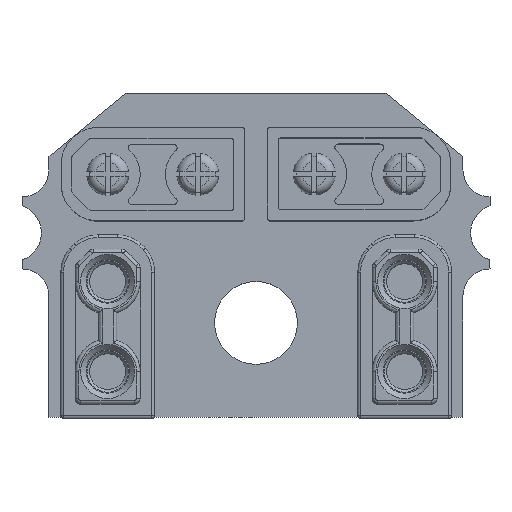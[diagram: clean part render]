
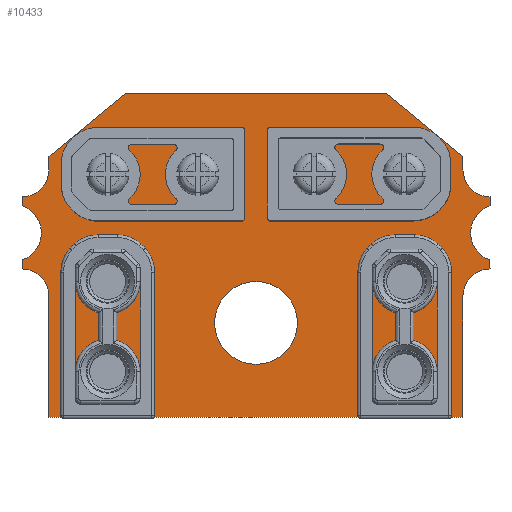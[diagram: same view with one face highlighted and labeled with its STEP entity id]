
A CAD part, top view. The second image highlights one B-rep face of the part: STEP entity #10433.
In plain terms, the highlighted planar face has unit normal (0, 0, 1).
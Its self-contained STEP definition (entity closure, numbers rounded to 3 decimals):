
#10103 = VERTEX_POINT('',#10104);
#10104 = CARTESIAN_POINT('',(-3.5,-64.,1.6));
#10110 = EDGE_CURVE('',#10103,#10111,#10113,.T.);
#10111 = VERTEX_POINT('',#10112);
#10112 = CARTESIAN_POINT('',(-3.5,-64.75,1.6));
#10113 = LINE('',#10114,#10115);
#10114 = CARTESIAN_POINT('',(-3.5,-64.,1.6));
#10115 = VECTOR('',#10116,1.);
#10116 = DIRECTION('',(0.,-1.,0.));
#10143 = VERTEX_POINT('',#10144);
#10144 = CARTESIAN_POINT('',(-7.75,-60.5,1.6));
#10150 = EDGE_CURVE('',#10143,#10103,#10151,.T.);
#10151 = LINE('',#10152,#10153);
#10152 = CARTESIAN_POINT('',(-7.75,-60.5,1.6));
#10153 = VECTOR('',#10154,1.);
#10154 = DIRECTION('',(0.772,-0.636,0.));
#10172 = EDGE_CURVE('',#10111,#10173,#10175,.T.);
#10173 = VERTEX_POINT('',#10174);
#10174 = CARTESIAN_POINT('',(-2.,-66.25,1.6));
#10175 = CIRCLE('',#10176,1.5);
#10176 = AXIS2_PLACEMENT_3D('',#10177,#10178,#10179);
#10177 = CARTESIAN_POINT('',(-2.,-64.75,1.6));
#10178 = DIRECTION('',(0.,0.,1.));
#10179 = DIRECTION('',(-1.,0.,0.));
#10433 = ADVANCED_FACE('',(#10434,#10562,#10573,#10584,#10595,#10606,
    #10617,#10628,#10639,#10650),#10661,.T.);
#10434 = FACE_BOUND('',#10435,.T.);
#10435 = EDGE_LOOP('',(#10436,#10437,#10438,#10446,#10454,#10462,#10471,
    #10479,#10488,#10496,#10505,#10513,#10521,#10529,#10538,#10546,
    #10555,#10561));
#10436 = ORIENTED_EDGE('',*,*,#10110,.F.);
#10437 = ORIENTED_EDGE('',*,*,#10150,.F.);
#10438 = ORIENTED_EDGE('',*,*,#10439,.F.);
#10439 = EDGE_CURVE('',#10440,#10143,#10442,.T.);
#10440 = VERTEX_POINT('',#10441);
#10441 = CARTESIAN_POINT('',(-22.25,-60.5,1.6));
#10442 = LINE('',#10443,#10444);
#10443 = CARTESIAN_POINT('',(-22.25,-60.5,1.6));
#10444 = VECTOR('',#10445,1.);
#10445 = DIRECTION('',(1.,0.,0.));
#10446 = ORIENTED_EDGE('',*,*,#10447,.F.);
#10447 = EDGE_CURVE('',#10448,#10440,#10450,.T.);
#10448 = VERTEX_POINT('',#10449);
#10449 = CARTESIAN_POINT('',(-26.5,-64.,1.6));
#10450 = LINE('',#10451,#10452);
#10451 = CARTESIAN_POINT('',(-26.5,-64.,1.6));
#10452 = VECTOR('',#10453,1.);
#10453 = DIRECTION('',(0.772,0.636,0.));
#10454 = ORIENTED_EDGE('',*,*,#10455,.F.);
#10455 = EDGE_CURVE('',#10456,#10448,#10458,.T.);
#10456 = VERTEX_POINT('',#10457);
#10457 = CARTESIAN_POINT('',(-26.5,-64.75,1.6));
#10458 = LINE('',#10459,#10460);
#10459 = CARTESIAN_POINT('',(-26.5,-64.75,1.6));
#10460 = VECTOR('',#10461,1.);
#10461 = DIRECTION('',(0.,1.,0.));
#10462 = ORIENTED_EDGE('',*,*,#10463,.F.);
#10463 = EDGE_CURVE('',#10464,#10456,#10466,.T.);
#10464 = VERTEX_POINT('',#10465);
#10465 = CARTESIAN_POINT('',(-28.,-66.25,1.6));
#10466 = CIRCLE('',#10467,1.5);
#10467 = AXIS2_PLACEMENT_3D('',#10468,#10469,#10470);
#10468 = CARTESIAN_POINT('',(-28.,-64.75,1.6));
#10469 = DIRECTION('',(0.,0.,1.));
#10470 = DIRECTION('',(0.,-1.,0.));
#10471 = ORIENTED_EDGE('',*,*,#10472,.F.);
#10472 = EDGE_CURVE('',#10473,#10464,#10475,.T.);
#10473 = VERTEX_POINT('',#10474);
#10474 = CARTESIAN_POINT('',(-28.,-66.75,1.6));
#10475 = LINE('',#10476,#10477);
#10476 = CARTESIAN_POINT('',(-28.,-66.75,1.6));
#10477 = VECTOR('',#10478,1.);
#10478 = DIRECTION('',(0.,1.,0.));
#10479 = ORIENTED_EDGE('',*,*,#10480,.F.);
#10480 = EDGE_CURVE('',#10481,#10473,#10483,.T.);
#10481 = VERTEX_POINT('',#10482);
#10482 = CARTESIAN_POINT('',(-28.,-69.75,1.6));
#10483 = CIRCLE('',#10484,1.581);
#10484 = AXIS2_PLACEMENT_3D('',#10485,#10486,#10487);
#10485 = CARTESIAN_POINT('',(-28.5,-68.25,1.6));
#10486 = DIRECTION('',(0.,-0.,1.));
#10487 = DIRECTION('',(0.316,-0.949,-0.));
#10488 = ORIENTED_EDGE('',*,*,#10489,.F.);
#10489 = EDGE_CURVE('',#10490,#10481,#10492,.T.);
#10490 = VERTEX_POINT('',#10491);
#10491 = CARTESIAN_POINT('',(-28.,-70.25,1.6));
#10492 = LINE('',#10493,#10494);
#10493 = CARTESIAN_POINT('',(-28.,-70.25,1.6));
#10494 = VECTOR('',#10495,1.);
#10495 = DIRECTION('',(0.,1.,0.));
#10496 = ORIENTED_EDGE('',*,*,#10497,.F.);
#10497 = EDGE_CURVE('',#10498,#10490,#10500,.T.);
#10498 = VERTEX_POINT('',#10499);
#10499 = CARTESIAN_POINT('',(-26.5,-71.75,1.6));
#10500 = CIRCLE('',#10501,1.5);
#10501 = AXIS2_PLACEMENT_3D('',#10502,#10503,#10504);
#10502 = CARTESIAN_POINT('',(-28.,-71.75,1.6));
#10503 = DIRECTION('',(0.,0.,1.));
#10504 = DIRECTION('',(1.,0.,-0.));
#10505 = ORIENTED_EDGE('',*,*,#10506,.F.);
#10506 = EDGE_CURVE('',#10507,#10498,#10509,.T.);
#10507 = VERTEX_POINT('',#10508);
#10508 = CARTESIAN_POINT('',(-26.5,-78.5,1.6));
#10509 = LINE('',#10510,#10511);
#10510 = CARTESIAN_POINT('',(-26.5,-78.5,1.6));
#10511 = VECTOR('',#10512,1.);
#10512 = DIRECTION('',(0.,1.,0.));
#10513 = ORIENTED_EDGE('',*,*,#10514,.F.);
#10514 = EDGE_CURVE('',#10515,#10507,#10517,.T.);
#10515 = VERTEX_POINT('',#10516);
#10516 = CARTESIAN_POINT('',(-3.5,-78.5,1.6));
#10517 = LINE('',#10518,#10519);
#10518 = CARTESIAN_POINT('',(-3.5,-78.5,1.6));
#10519 = VECTOR('',#10520,1.);
#10520 = DIRECTION('',(-1.,0.,0.));
#10521 = ORIENTED_EDGE('',*,*,#10522,.F.);
#10522 = EDGE_CURVE('',#10523,#10515,#10525,.T.);
#10523 = VERTEX_POINT('',#10524);
#10524 = CARTESIAN_POINT('',(-3.5,-71.75,1.6));
#10525 = LINE('',#10526,#10527);
#10526 = CARTESIAN_POINT('',(-3.5,-71.75,1.6));
#10527 = VECTOR('',#10528,1.);
#10528 = DIRECTION('',(0.,-1.,0.));
#10529 = ORIENTED_EDGE('',*,*,#10530,.F.);
#10530 = EDGE_CURVE('',#10531,#10523,#10533,.T.);
#10531 = VERTEX_POINT('',#10532);
#10532 = CARTESIAN_POINT('',(-2.,-70.25,1.6));
#10533 = CIRCLE('',#10534,1.5);
#10534 = AXIS2_PLACEMENT_3D('',#10535,#10536,#10537);
#10535 = CARTESIAN_POINT('',(-2.,-71.75,1.6));
#10536 = DIRECTION('',(0.,0.,1.));
#10537 = DIRECTION('',(0.,1.,0.));
#10538 = ORIENTED_EDGE('',*,*,#10539,.F.);
#10539 = EDGE_CURVE('',#10540,#10531,#10542,.T.);
#10540 = VERTEX_POINT('',#10541);
#10541 = CARTESIAN_POINT('',(-2.,-69.75,1.6));
#10542 = LINE('',#10543,#10544);
#10543 = CARTESIAN_POINT('',(-2.,-69.75,1.6));
#10544 = VECTOR('',#10545,1.);
#10545 = DIRECTION('',(0.,-1.,0.));
#10546 = ORIENTED_EDGE('',*,*,#10547,.F.);
#10547 = EDGE_CURVE('',#10548,#10540,#10550,.T.);
#10548 = VERTEX_POINT('',#10549);
#10549 = CARTESIAN_POINT('',(-2.,-66.75,1.6));
#10550 = CIRCLE('',#10551,1.581);
#10551 = AXIS2_PLACEMENT_3D('',#10552,#10553,#10554);
#10552 = CARTESIAN_POINT('',(-1.5,-68.25,1.6));
#10553 = DIRECTION('',(0.,0.,1.));
#10554 = DIRECTION('',(-0.316,0.949,0.));
#10555 = ORIENTED_EDGE('',*,*,#10556,.F.);
#10556 = EDGE_CURVE('',#10173,#10548,#10557,.T.);
#10557 = LINE('',#10558,#10559);
#10558 = CARTESIAN_POINT('',(-2.,-66.25,1.6));
#10559 = VECTOR('',#10560,1.);
#10560 = DIRECTION('',(0.,-1.,0.));
#10561 = ORIENTED_EDGE('',*,*,#10172,.F.);
#10562 = FACE_BOUND('',#10563,.T.);
#10563 = EDGE_LOOP('',(#10564));
#10564 = ORIENTED_EDGE('',*,*,#10565,.T.);
#10565 = EDGE_CURVE('',#10566,#10566,#10568,.T.);
#10566 = VERTEX_POINT('',#10567);
#10567 = CARTESIAN_POINT('',(-23.25,-76.9,1.6));
#10568 = CIRCLE('',#10569,0.9);
#10569 = AXIS2_PLACEMENT_3D('',#10570,#10571,#10572);
#10570 = CARTESIAN_POINT('',(-23.25,-76.,1.6));
#10571 = DIRECTION('',(-0.,0.,-1.));
#10572 = DIRECTION('',(-0.,-1.,0.));
#10573 = FACE_BOUND('',#10574,.T.);
#10574 = EDGE_LOOP('',(#10575));
#10575 = ORIENTED_EDGE('',*,*,#10576,.T.);
#10576 = EDGE_CURVE('',#10577,#10577,#10579,.T.);
#10577 = VERTEX_POINT('',#10578);
#10578 = CARTESIAN_POINT('',(-23.25,-71.9,1.6));
#10579 = CIRCLE('',#10580,0.9);
#10580 = AXIS2_PLACEMENT_3D('',#10581,#10582,#10583);
#10581 = CARTESIAN_POINT('',(-23.25,-71.,1.6));
#10582 = DIRECTION('',(-0.,0.,-1.));
#10583 = DIRECTION('',(-0.,-1.,0.));
#10584 = FACE_BOUND('',#10585,.T.);
#10585 = EDGE_LOOP('',(#10586));
#10586 = ORIENTED_EDGE('',*,*,#10587,.T.);
#10587 = EDGE_CURVE('',#10588,#10588,#10590,.T.);
#10588 = VERTEX_POINT('',#10589);
#10589 = CARTESIAN_POINT('',(-6.75,-76.9,1.6));
#10590 = CIRCLE('',#10591,0.9);
#10591 = AXIS2_PLACEMENT_3D('',#10592,#10593,#10594);
#10592 = CARTESIAN_POINT('',(-6.75,-76.,1.6));
#10593 = DIRECTION('',(-0.,0.,-1.));
#10594 = DIRECTION('',(-0.,-1.,0.));
#10595 = FACE_BOUND('',#10596,.T.);
#10596 = EDGE_LOOP('',(#10597));
#10597 = ORIENTED_EDGE('',*,*,#10598,.T.);
#10598 = EDGE_CURVE('',#10599,#10599,#10601,.T.);
#10599 = VERTEX_POINT('',#10600);
#10600 = CARTESIAN_POINT('',(-15.,-75.55,1.6));
#10601 = CIRCLE('',#10602,2.3);
#10602 = AXIS2_PLACEMENT_3D('',#10603,#10604,#10605);
#10603 = CARTESIAN_POINT('',(-15.,-73.25,1.6));
#10604 = DIRECTION('',(-0.,0.,-1.));
#10605 = DIRECTION('',(-0.,-1.,0.));
#10606 = FACE_BOUND('',#10607,.T.);
#10607 = EDGE_LOOP('',(#10608));
#10608 = ORIENTED_EDGE('',*,*,#10609,.T.);
#10609 = EDGE_CURVE('',#10610,#10610,#10612,.T.);
#10610 = VERTEX_POINT('',#10611);
#10611 = CARTESIAN_POINT('',(-6.75,-71.9,1.6));
#10612 = CIRCLE('',#10613,0.9);
#10613 = AXIS2_PLACEMENT_3D('',#10614,#10615,#10616);
#10614 = CARTESIAN_POINT('',(-6.75,-71.,1.6));
#10615 = DIRECTION('',(-0.,0.,-1.));
#10616 = DIRECTION('',(-0.,-1.,0.));
#10617 = FACE_BOUND('',#10618,.T.);
#10618 = EDGE_LOOP('',(#10619));
#10619 = ORIENTED_EDGE('',*,*,#10620,.T.);
#10620 = EDGE_CURVE('',#10621,#10621,#10623,.T.);
#10621 = VERTEX_POINT('',#10622);
#10622 = CARTESIAN_POINT('',(-23.25,-65.9,1.6));
#10623 = CIRCLE('',#10624,0.9);
#10624 = AXIS2_PLACEMENT_3D('',#10625,#10626,#10627);
#10625 = CARTESIAN_POINT('',(-23.25,-65.,1.6));
#10626 = DIRECTION('',(-0.,0.,-1.));
#10627 = DIRECTION('',(-0.,-1.,0.));
#10628 = FACE_BOUND('',#10629,.T.);
#10629 = EDGE_LOOP('',(#10630));
#10630 = ORIENTED_EDGE('',*,*,#10631,.T.);
#10631 = EDGE_CURVE('',#10632,#10632,#10634,.T.);
#10632 = VERTEX_POINT('',#10633);
#10633 = CARTESIAN_POINT('',(-18.25,-65.9,1.6));
#10634 = CIRCLE('',#10635,0.9);
#10635 = AXIS2_PLACEMENT_3D('',#10636,#10637,#10638);
#10636 = CARTESIAN_POINT('',(-18.25,-65.,1.6));
#10637 = DIRECTION('',(-0.,0.,-1.));
#10638 = DIRECTION('',(-0.,-1.,0.));
#10639 = FACE_BOUND('',#10640,.T.);
#10640 = EDGE_LOOP('',(#10641));
#10641 = ORIENTED_EDGE('',*,*,#10642,.T.);
#10642 = EDGE_CURVE('',#10643,#10643,#10645,.T.);
#10643 = VERTEX_POINT('',#10644);
#10644 = CARTESIAN_POINT('',(-11.75,-65.9,1.6));
#10645 = CIRCLE('',#10646,0.9);
#10646 = AXIS2_PLACEMENT_3D('',#10647,#10648,#10649);
#10647 = CARTESIAN_POINT('',(-11.75,-65.,1.6));
#10648 = DIRECTION('',(-0.,0.,-1.));
#10649 = DIRECTION('',(-0.,-1.,0.));
#10650 = FACE_BOUND('',#10651,.T.);
#10651 = EDGE_LOOP('',(#10652));
#10652 = ORIENTED_EDGE('',*,*,#10653,.T.);
#10653 = EDGE_CURVE('',#10654,#10654,#10656,.T.);
#10654 = VERTEX_POINT('',#10655);
#10655 = CARTESIAN_POINT('',(-6.75,-65.9,1.6));
#10656 = CIRCLE('',#10657,0.9);
#10657 = AXIS2_PLACEMENT_3D('',#10658,#10659,#10660);
#10658 = CARTESIAN_POINT('',(-6.75,-65.,1.6));
#10659 = DIRECTION('',(-0.,0.,-1.));
#10660 = DIRECTION('',(-0.,-1.,0.));
#10661 = PLANE('',#10662);
#10662 = AXIS2_PLACEMENT_3D('',#10663,#10664,#10665);
#10663 = CARTESIAN_POINT('',(0.,0.,1.6));
#10664 = DIRECTION('',(0.,0.,1.));
#10665 = DIRECTION('',(1.,0.,-0.));
